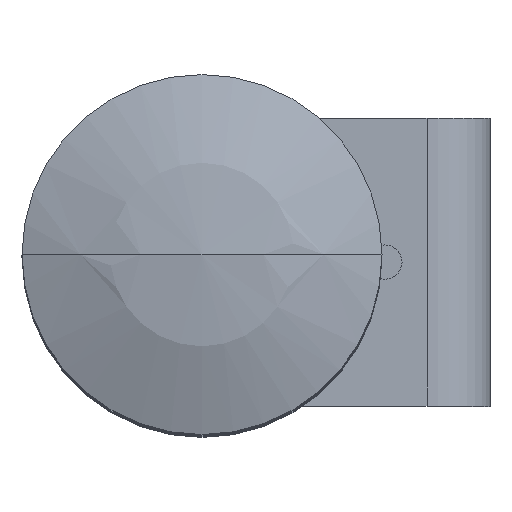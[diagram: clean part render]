
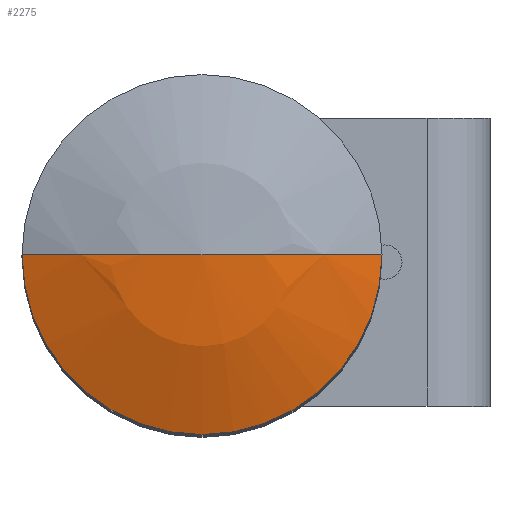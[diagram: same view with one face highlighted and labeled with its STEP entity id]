
A CAD part, top view. The second image highlights one B-rep face of the part: STEP entity #2275.
In plain terms, the highlighted spherical face has radius 52 mm.
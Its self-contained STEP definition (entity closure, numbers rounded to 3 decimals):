
#2209=CARTESIAN_POINT('POINT3625',(0.,0.,
   483.5));
#2210=VERTEX_POINT('VERTEX3625',#2209);
#2211=CARTESIAN_POINT('POINT3626',(-20.,0.,
   479.5));
#2212=VERTEX_POINT('VERTEX3626',#2211);
#2213=CARTESIAN_POINT('POS6171',(0.,
   0.,431.5));
#2214=DIRECTION('DIR9339',(0.,-1.,0.));
#2215=DIRECTION('DIR9340',(0.,0.,1.));
#2216=AXIS2_PLACEMENT_3D('AXIS3169',#2213,#2214,#2215);
#2217=CIRCLE('ELLIPSE1374',#2216,52.);
#2218=EDGE_CURVE('EDGE5553',#2210,#2212,#2217,.T.);
#2220=CARTESIAN_POINT('POINT3627',(20.,0.,
   479.5));
#2221=VERTEX_POINT('VERTEX3627',#2220);
#2222=CARTESIAN_POINT('POS6172',(0.,
   0.,431.5));
#2223=DIRECTION('DIR9341',(0.,-1.,0.));
#2224=DIRECTION('DIR9342',(0.,0.,1.));
#2225=AXIS2_PLACEMENT_3D('AXIS3170',#2222,#2223,#2224);
#2226=CIRCLE('ELLIPSE1375',#2225,52.);
#2227=EDGE_CURVE('EDGE5554',#2221,#2210,#2226,.T.);
#2229=CARTESIAN_POINT('POS6173',(0.,0.,479.5));
#2230=DIRECTION('DIR9343',(0.,0.,-1.));
#2231=DIRECTION('DIR9344',(1.,0.,0.));
#2232=AXIS2_PLACEMENT_3D('AXIS3171',#2229,#2230,#2231);
#2233=CIRCLE('ELLIPSE1376',#2232,20.);
#2238=CARTESIAN_POINT('POS6174',(0.,
   0.,431.5));
#2239=DIRECTION('DIR9345',(0.,0.,1.));
#2240=DIRECTION('DIR9346',(1.,0.,0.));
#2241=AXIS2_PLACEMENT_3D('AXIS3172',#2238,#2239,#2240);
#2242=SPHERICAL_SURFACE('SPHERE_SURF23',#2241,52.);
#2269=ORIENTED_EDGE('COEDGE11146',*,*,#2218,.T.);
#2270=EDGE_CURVE('EDGE5558',#2221,#2212,#2233,.T.);
#2271=ORIENTED_EDGE('COEDGE11147',*,*,#2270,.F.);
#2272=ORIENTED_EDGE('COEDGE11148',*,*,#2227,.T.);
#2273=EDGE_LOOP('NONE',(#2269,#2271,#2272));
#2274=FACE_BOUND('LOOP1',#2273,.T.);
#2275=ADVANCED_FACE('FACE2463',(#2274),#2242,.T.);
